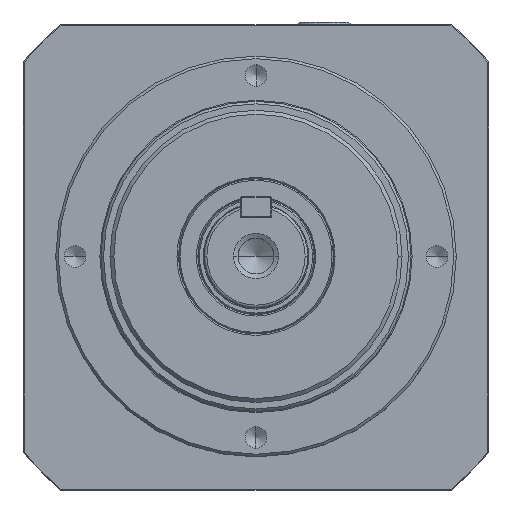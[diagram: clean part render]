
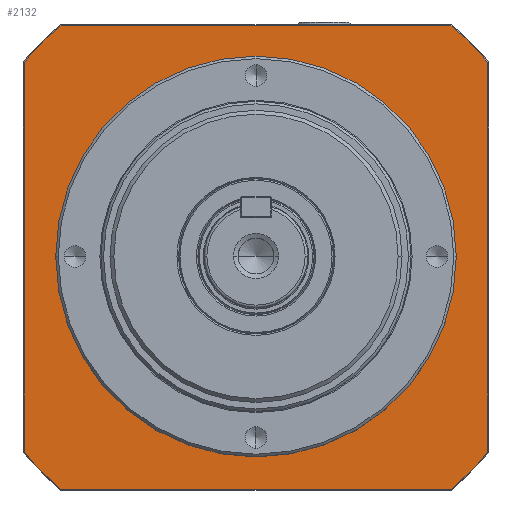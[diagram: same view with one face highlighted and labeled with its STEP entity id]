
A CAD part, top view. The second image highlights one B-rep face of the part: STEP entity #2132.
In plain terms, the highlighted planar face has unit normal (0, 0, 1).
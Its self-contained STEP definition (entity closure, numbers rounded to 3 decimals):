
#156 = CARTESIAN_POINT ( 'NONE',  ( -75.43, -89.7, -156.5 ) ) ;
#175 = VECTOR ( 'NONE', #10170, 1000. ) ;
#200 = LINE ( 'NONE', #8722, #12320 ) ;
#500 = CIRCLE ( 'NONE', #746, 62.2 ) ;
#727 = LINE ( 'NONE', #6537, #175 ) ;
#746 = AXIS2_PLACEMENT_3D ( 'NONE', #8774, #1737, #12573 ) ;
#886 = CIRCLE ( 'NONE', #9540, 62.2 ) ;
#896 = CIRCLE ( 'NONE', #13529, 117.2 ) ;
#1276 = CARTESIAN_POINT ( 'NONE',  ( 62.2, 0., -156.5 ) ) ;
#1412 = VECTOR ( 'NONE', #13708, 1000. ) ;
#1576 = VERTEX_POINT ( 'NONE', #4685 ) ;
#1595 = VERTEX_POINT ( 'NONE', #1276 ) ;
#1634 = CARTESIAN_POINT ( 'NONE',  ( 0., 0., -156.5 ) ) ;
#1737 = DIRECTION ( 'NONE',  ( 0., 0., 1. ) ) ;
#2132 = ADVANCED_FACE ( 'NONE', ( #11068, #11290 ), #6419, .T. ) ;
#2142 = DIRECTION ( 'NONE',  ( 0., 0., 1. ) ) ;
#2329 = VERTEX_POINT ( 'NONE', #2534 ) ;
#2384 = ORIENTED_EDGE ( 'NONE', *, *, #6482, .F. ) ;
#2486 = ORIENTED_EDGE ( 'NONE', *, *, #11187, .F. ) ;
#2534 = CARTESIAN_POINT ( 'NONE',  ( -62.2, 0., -156.5 ) ) ;
#2722 = ORIENTED_EDGE ( 'NONE', *, *, #13124, .F. ) ;
#2814 = AXIS2_PLACEMENT_3D ( 'NONE', #11155, #2142, #15098 ) ;
#2938 = CARTESIAN_POINT ( 'NONE',  ( 89.7, -75.43, -156.5 ) ) ;
#3198 = AXIS2_PLACEMENT_3D ( 'NONE', #1634, #4194, #13495 ) ;
#3290 = DIRECTION ( 'NONE',  ( -1., 0., 0. ) ) ;
#3567 = VERTEX_POINT ( 'NONE', #14931 ) ;
#3577 = ORIENTED_EDGE ( 'NONE', *, *, #7798, .F. ) ;
#3774 = EDGE_LOOP ( 'NONE', ( #2486, #7065, #8448, #2384, #5070, #14490, #2722, #3577 ) ) ;
#4027 = DIRECTION ( 'NONE',  ( 0., 0., 1. ) ) ;
#4194 = DIRECTION ( 'NONE',  ( 0., 0., -1. ) ) ;
#4433 = CIRCLE ( 'NONE', #3198, 117.2 ) ;
#4685 = CARTESIAN_POINT ( 'NONE',  ( -89.7, 75.43, -156.5 ) ) ;
#4845 = VERTEX_POINT ( 'NONE', #7531 ) ;
#4956 = DIRECTION ( 'NONE',  ( 0., -1., 0. ) ) ;
#5070 = ORIENTED_EDGE ( 'NONE', *, *, #14687, .F. ) ;
#5167 = VERTEX_POINT ( 'NONE', #156 ) ;
#5190 = CARTESIAN_POINT ( 'NONE',  ( 0., 0., -156.5 ) ) ;
#5826 = DIRECTION ( 'NONE',  ( -1., 0., 0. ) ) ;
#6419 = PLANE ( 'NONE',  #2814 ) ;
#6482 = EDGE_CURVE ( 'NONE', #11177, #12479, #4433, .T. ) ;
#6537 = CARTESIAN_POINT ( 'NONE',  ( -75.43, 89.7, -156.5 ) ) ;
#6588 = ORIENTED_EDGE ( 'NONE', *, *, #6972, .F. ) ;
#6875 = CARTESIAN_POINT ( 'NONE',  ( 0., 0., -156.5 ) ) ;
#6943 = VERTEX_POINT ( 'NONE', #7228 ) ;
#6972 = EDGE_CURVE ( 'NONE', #2329, #1595, #500, .T. ) ;
#7065 = ORIENTED_EDGE ( 'NONE', *, *, #12062, .F. ) ;
#7228 = CARTESIAN_POINT ( 'NONE',  ( -75.43, 89.7, -156.5 ) ) ;
#7531 = CARTESIAN_POINT ( 'NONE',  ( 75.43, 89.7, -156.5 ) ) ;
#7667 = CARTESIAN_POINT ( 'NONE',  ( -89.7, -75.43, -156.5 ) ) ;
#7798 = EDGE_CURVE ( 'NONE', #1576, #6943, #896, .T. ) ;
#8448 = ORIENTED_EDGE ( 'NONE', *, *, #10241, .F. ) ;
#8722 = CARTESIAN_POINT ( 'NONE',  ( 75.43, -89.7, -156.5 ) ) ;
#8774 = CARTESIAN_POINT ( 'NONE',  ( 0., 0., -156.5 ) ) ;
#9035 = EDGE_CURVE ( 'NONE', #1595, #2329, #886, .T. ) ;
#9079 = DIRECTION ( 'NONE',  ( 0., 0., -1. ) ) ;
#9212 = EDGE_CURVE ( 'NONE', #4845, #12629, #11524, .T. ) ;
#9497 = DIRECTION ( 'NONE',  ( 1., 0., 0. ) ) ;
#9540 = AXIS2_PLACEMENT_3D ( 'NONE', #5190, #4027, #13476 ) ;
#10170 = DIRECTION ( 'NONE',  ( 1., 0., 0. ) ) ;
#10241 = EDGE_CURVE ( 'NONE', #12479, #5167, #200, .T. ) ;
#10413 = CARTESIAN_POINT ( 'NONE',  ( 0., 0., -156.5 ) ) ;
#10496 = EDGE_LOOP ( 'NONE', ( #6588, #13928 ) ) ;
#10670 = DIRECTION ( 'NONE',  ( 0., 0., -1. ) ) ;
#10844 = LINE ( 'NONE', #13250, #13784 ) ;
#11058 = CARTESIAN_POINT ( 'NONE',  ( 89.7, 75.43, -156.5 ) ) ;
#11068 = FACE_OUTER_BOUND ( 'NONE', #3774, .T. ) ;
#11155 = CARTESIAN_POINT ( 'NONE',  ( 0., 0., -156.5 ) ) ;
#11177 = VERTEX_POINT ( 'NONE', #2938 ) ;
#11187 = EDGE_CURVE ( 'NONE', #3567, #1576, #14656, .T. ) ;
#11290 = FACE_BOUND ( 'NONE', #10496, .T. ) ;
#11524 = CIRCLE ( 'NONE', #12770, 117.2 ) ;
#12062 = EDGE_CURVE ( 'NONE', #5167, #3567, #13327, .T. ) ;
#12320 = VECTOR ( 'NONE', #14463, 1000. ) ;
#12479 = VERTEX_POINT ( 'NONE', #12785 ) ;
#12518 = DIRECTION ( 'NONE',  ( 0., 0., -1. ) ) ;
#12573 = DIRECTION ( 'NONE',  ( -1., 0., 0. ) ) ;
#12629 = VERTEX_POINT ( 'NONE', #11058 ) ;
#12770 = AXIS2_PLACEMENT_3D ( 'NONE', #6875, #10670, #9497 ) ;
#12785 = CARTESIAN_POINT ( 'NONE',  ( 75.43, -89.7, -156.5 ) ) ;
#13124 = EDGE_CURVE ( 'NONE', #6943, #4845, #727, .T. ) ;
#13250 = CARTESIAN_POINT ( 'NONE',  ( 89.7, 75.43, -156.5 ) ) ;
#13327 = CIRCLE ( 'NONE', #14307, 117.2 ) ;
#13476 = DIRECTION ( 'NONE',  ( -1., 0., 0. ) ) ;
#13495 = DIRECTION ( 'NONE',  ( 1., 0., 0. ) ) ;
#13529 = AXIS2_PLACEMENT_3D ( 'NONE', #10413, #12518, #3290 ) ;
#13708 = DIRECTION ( 'NONE',  ( 0., 1., 0. ) ) ;
#13784 = VECTOR ( 'NONE', #4956, 1000. ) ;
#13905 = CARTESIAN_POINT ( 'NONE',  ( 0., 0., -156.5 ) ) ;
#13928 = ORIENTED_EDGE ( 'NONE', *, *, #9035, .F. ) ;
#14307 = AXIS2_PLACEMENT_3D ( 'NONE', #13905, #9079, #5826 ) ;
#14463 = DIRECTION ( 'NONE',  ( -1., 0., 0. ) ) ;
#14490 = ORIENTED_EDGE ( 'NONE', *, *, #9212, .F. ) ;
#14656 = LINE ( 'NONE', #7667, #1412 ) ;
#14687 = EDGE_CURVE ( 'NONE', #12629, #11177, #10844, .T. ) ;
#14931 = CARTESIAN_POINT ( 'NONE',  ( -89.7, -75.43, -156.5 ) ) ;
#15098 = DIRECTION ( 'NONE',  ( 1., 0., 0. ) ) ;
